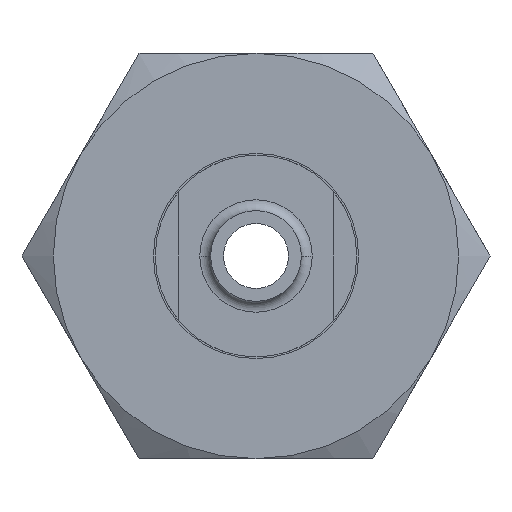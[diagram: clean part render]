
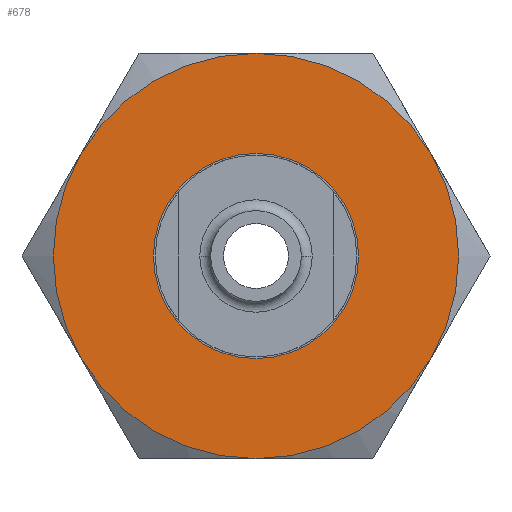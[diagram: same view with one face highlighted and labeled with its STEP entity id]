
A CAD part, left-side view. The second image highlights one B-rep face of the part: STEP entity #678.
In plain terms, the highlighted planar face has unit normal (-1, 0, 0).
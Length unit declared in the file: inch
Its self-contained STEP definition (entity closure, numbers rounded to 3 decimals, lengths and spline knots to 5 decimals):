
#333 = CARTESIAN_POINT ( 'NONE',  ( -0.9445, 0., 0. ) ) ;
#419 = AXIS2_PLACEMENT_3D ( 'NONE', #4675, #5709, #12182 ) ;
#458 = ORIENTED_EDGE ( 'NONE', *, *, #8205, .T. ) ;
#575 = CARTESIAN_POINT ( 'NONE',  ( -0.9445, -0.48714, 0.28125 ) ) ;
#678 = ADVANCED_FACE ( 'NONE', ( #1385, #12562 ), #2289, .T. ) ;
#1132 = VERTEX_POINT ( 'NONE', #7454 ) ;
#1211 = CARTESIAN_POINT ( 'NONE',  ( -0.9445, 0., 0. ) ) ;
#1333 = DIRECTION ( 'NONE',  ( 1., 0., 0. ) ) ;
#1334 = VERTEX_POINT ( 'NONE', #4418 ) ;
#1362 = ORIENTED_EDGE ( 'NONE', *, *, #11311, .T. ) ;
#1385 = FACE_BOUND ( 'NONE', #5086, .T. ) ;
#1461 = DIRECTION ( 'NONE',  ( -1., 0., 0. ) ) ;
#1514 = DIRECTION ( 'NONE',  ( 0., 0., 1. ) ) ;
#1652 = AXIS2_PLACEMENT_3D ( 'NONE', #1211, #11075, #4465 ) ;
#2289 = PLANE ( 'NONE',  #11619 ) ;
#2335 = VERTEX_POINT ( 'NONE', #11356 ) ;
#2513 = DIRECTION ( 'NONE',  ( 0., 0., -1. ) ) ;
#2702 = CARTESIAN_POINT ( 'NONE',  ( -0.9445, 0.48714, 0.28125 ) ) ;
#2761 = ORIENTED_EDGE ( 'NONE', *, *, #9964, .F. ) ;
#2805 = CARTESIAN_POINT ( 'NONE',  ( -0.9445, 0., 0. ) ) ;
#2864 = VERTEX_POINT ( 'NONE', #575 ) ;
#2890 = CIRCLE ( 'NONE', #4712, 0.5625 ) ;
#3034 = CIRCLE ( 'NONE', #7403, 0.28475 ) ;
#3145 = CARTESIAN_POINT ( 'NONE',  ( -0.9445, 0., 0.5625 ) ) ;
#3236 = EDGE_CURVE ( 'NONE', #2864, #1132, #2890, .T. ) ;
#3938 = DIRECTION ( 'NONE',  ( 1., 0., 0. ) ) ;
#4267 = EDGE_CURVE ( 'NONE', #11874, #10100, #5051, .T. ) ;
#4291 = EDGE_CURVE ( 'NONE', #13740, #2864, #11364, .T. ) ;
#4389 = CIRCLE ( 'NONE', #419, 0.5625 ) ;
#4418 = CARTESIAN_POINT ( 'NONE',  ( -0.9445, 0., -0.5625 ) ) ;
#4465 = DIRECTION ( 'NONE',  ( 0., 0., -1. ) ) ;
#4514 = AXIS2_PLACEMENT_3D ( 'NONE', #12618, #8359, #10355 ) ;
#4675 = CARTESIAN_POINT ( 'NONE',  ( -0.9445, 0., 0. ) ) ;
#4712 = AXIS2_PLACEMENT_3D ( 'NONE', #10084, #1333, #2513 ) ;
#5051 = CIRCLE ( 'NONE', #9167, 0.5625 ) ;
#5086 = EDGE_LOOP ( 'NONE', ( #458, #1362 ) ) ;
#5538 = EDGE_LOOP ( 'NONE', ( #8439, #2761, #5776, #6565, #12229, #8078 ) ) ;
#5709 = DIRECTION ( 'NONE',  ( 1., 0., 0. ) ) ;
#5775 = CARTESIAN_POINT ( 'NONE',  ( -0.9445, 0., 0.28475 ) ) ;
#5776 = ORIENTED_EDGE ( 'NONE', *, *, #3236, .F. ) ;
#5808 = DIRECTION ( 'NONE',  ( 1., 0., 0. ) ) ;
#6544 = DIRECTION ( 'NONE',  ( 0., 0., -1. ) ) ;
#6565 = ORIENTED_EDGE ( 'NONE', *, *, #4291, .F. ) ;
#6953 = DIRECTION ( 'NONE',  ( 0., 0., -1. ) ) ;
#7403 = AXIS2_PLACEMENT_3D ( 'NONE', #13237, #9009, #8959 ) ;
#7454 = CARTESIAN_POINT ( 'NONE',  ( -0.9445, -0.48714, -0.28125 ) ) ;
#7502 = CARTESIAN_POINT ( 'NONE',  ( -0.9445, 0.48714, -0.28125 ) ) ;
#8078 = ORIENTED_EDGE ( 'NONE', *, *, #4267, .F. ) ;
#8119 = CIRCLE ( 'NONE', #11068, 0.5625 ) ;
#8205 = EDGE_CURVE ( 'NONE', #2335, #9366, #11191, .T. ) ;
#8359 = DIRECTION ( 'NONE',  ( 1., 0., 0. ) ) ;
#8439 = ORIENTED_EDGE ( 'NONE', *, *, #9979, .F. ) ;
#8549 = CIRCLE ( 'NONE', #4514, 0.5625 ) ;
#8959 = DIRECTION ( 'NONE',  ( 0., 0., -1. ) ) ;
#8989 = CARTESIAN_POINT ( 'NONE',  ( -0.9445, 0.28475, 0. ) ) ;
#9009 = DIRECTION ( 'NONE',  ( 1., 0., 0. ) ) ;
#9167 = AXIS2_PLACEMENT_3D ( 'NONE', #12061, #13050, #6544 ) ;
#9366 = VERTEX_POINT ( 'NONE', #5775 ) ;
#9964 = EDGE_CURVE ( 'NONE', #1132, #1334, #4389, .T. ) ;
#9979 = EDGE_CURVE ( 'NONE', #1334, #11874, #8119, .T. ) ;
#10084 = CARTESIAN_POINT ( 'NONE',  ( -0.9445, 0., 0. ) ) ;
#10100 = VERTEX_POINT ( 'NONE', #2702 ) ;
#10333 = DIRECTION ( 'NONE',  ( 0., 0., -1. ) ) ;
#10355 = DIRECTION ( 'NONE',  ( 0., 0., -1. ) ) ;
#11068 = AXIS2_PLACEMENT_3D ( 'NONE', #333, #5808, #6953 ) ;
#11075 = DIRECTION ( 'NONE',  ( 1., 0., 0. ) ) ;
#11191 = CIRCLE ( 'NONE', #12627, 0.28475 ) ;
#11311 = EDGE_CURVE ( 'NONE', #9366, #2335, #3034, .T. ) ;
#11356 = CARTESIAN_POINT ( 'NONE',  ( -0.9445, 0., -0.28475 ) ) ;
#11364 = CIRCLE ( 'NONE', #1652, 0.5625 ) ;
#11619 = AXIS2_PLACEMENT_3D ( 'NONE', #8989, #1461, #1514 ) ;
#11874 = VERTEX_POINT ( 'NONE', #7502 ) ;
#12061 = CARTESIAN_POINT ( 'NONE',  ( -0.9445, 0., 0. ) ) ;
#12182 = DIRECTION ( 'NONE',  ( 0., 0., -1. ) ) ;
#12229 = ORIENTED_EDGE ( 'NONE', *, *, #12745, .F. ) ;
#12562 = FACE_OUTER_BOUND ( 'NONE', #5538, .T. ) ;
#12618 = CARTESIAN_POINT ( 'NONE',  ( -0.9445, 0., 0. ) ) ;
#12627 = AXIS2_PLACEMENT_3D ( 'NONE', #2805, #3938, #10333 ) ;
#12745 = EDGE_CURVE ( 'NONE', #10100, #13740, #8549, .T. ) ;
#13050 = DIRECTION ( 'NONE',  ( 1., 0., 0. ) ) ;
#13237 = CARTESIAN_POINT ( 'NONE',  ( -0.9445, 0., 0. ) ) ;
#13740 = VERTEX_POINT ( 'NONE', #3145 ) ;
